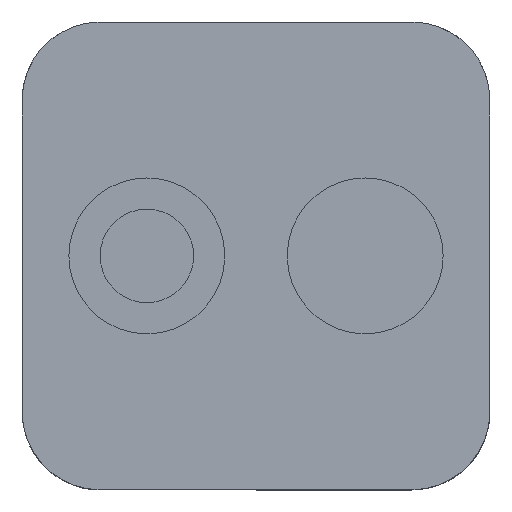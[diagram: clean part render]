
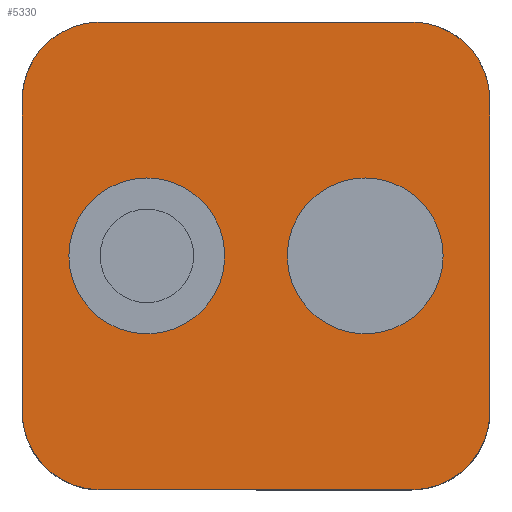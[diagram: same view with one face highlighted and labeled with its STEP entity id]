
A CAD part, top view. The second image highlights one B-rep face of the part: STEP entity #5330.
In plain terms, the highlighted planar face has unit normal (0, 0, 1).
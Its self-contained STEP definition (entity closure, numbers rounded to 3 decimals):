
#315=CIRCLE('',#5804,20.);
#316=CIRCLE('',#5805,20.);
#317=CIRCLE('',#5806,20.);
#318=CIRCLE('',#5807,20.);
#319=CIRCLE('',#5808,20.);
#320=CIRCLE('',#5809,20.);
#435=ORIENTED_EDGE('',*,*,#1927,.T.);
#436=ORIENTED_EDGE('',*,*,#1928,.T.);
#437=ORIENTED_EDGE('',*,*,#1904,.T.);
#438=ORIENTED_EDGE('',*,*,#1929,.T.);
#439=ORIENTED_EDGE('',*,*,#1907,.T.);
#440=ORIENTED_EDGE('',*,*,#1930,.T.);
#441=ORIENTED_EDGE('',*,*,#1919,.T.);
#442=ORIENTED_EDGE('',*,*,#1931,.T.);
#443=ORIENTED_EDGE('',*,*,#1923,.T.);
#444=ORIENTED_EDGE('',*,*,#1932,.T.);
#1904=EDGE_CURVE('',#2651,#2650,#3167,.T.);
#1907=EDGE_CURVE('',#2653,#2654,#3169,.T.);
#1919=EDGE_CURVE('',#2665,#2666,#3177,.T.);
#1923=EDGE_CURVE('',#2669,#2670,#3181,.T.);
#1927=EDGE_CURVE('',#2673,#2673,#315,.T.);
#1928=EDGE_CURVE('',#2674,#2674,#316,.T.);
#1929=EDGE_CURVE('',#2650,#2653,#317,.T.);
#1930=EDGE_CURVE('',#2654,#2665,#318,.T.);
#1931=EDGE_CURVE('',#2666,#2669,#319,.T.);
#1932=EDGE_CURVE('',#2670,#2651,#320,.T.);
#2650=VERTEX_POINT('',#7520);
#2651=VERTEX_POINT('',#7522);
#2653=VERTEX_POINT('',#7528);
#2654=VERTEX_POINT('',#7529);
#2665=VERTEX_POINT('',#7553);
#2666=VERTEX_POINT('',#7554);
#2669=VERTEX_POINT('',#7562);
#2670=VERTEX_POINT('',#7563);
#2673=VERTEX_POINT('',#7571);
#2674=VERTEX_POINT('',#7573);
#3167=LINE('',#7521,#3700);
#3169=LINE('',#7527,#3702);
#3177=LINE('',#7552,#3710);
#3181=LINE('',#7561,#3714);
#3700=VECTOR('',#6195,1000.);
#3702=VECTOR('',#6201,1000.);
#3710=VECTOR('',#6219,1000.);
#3714=VECTOR('',#6225,1000.);
#4237=EDGE_LOOP('',(#435));
#4238=EDGE_LOOP('',(#436));
#4239=EDGE_LOOP('',(#437,#438,#439,#440,#441,#442,#443,#444));
#4672=FACE_BOUND('',#4237,.T.);
#4673=FACE_BOUND('',#4238,.T.);
#4674=FACE_BOUND('',#4239,.T.);
#5105=PLANE('',#5803);
#5330=ADVANCED_FACE('',(#4672,#4673,#4674),#5105,.T.);
#5803=AXIS2_PLACEMENT_3D('',#7569,#6229,#6230);
#5804=AXIS2_PLACEMENT_3D('',#7570,#6231,#6232);
#5805=AXIS2_PLACEMENT_3D('',#7572,#6233,#6234);
#5806=AXIS2_PLACEMENT_3D('',#7574,#6235,#6236);
#5807=AXIS2_PLACEMENT_3D('',#7575,#6237,#6238);
#5808=AXIS2_PLACEMENT_3D('',#7576,#6239,#6240);
#5809=AXIS2_PLACEMENT_3D('',#7577,#6241,#6242);
#6195=DIRECTION('',(1.,0.,0.));
#6201=DIRECTION('',(0.,1.,0.));
#6219=DIRECTION('',(-1.,0.,0.));
#6225=DIRECTION('',(0.,-1.,0.));
#6229=DIRECTION('',(0.,0.,1.));
#6230=DIRECTION('',(1.,0.,0.));
#6231=DIRECTION('',(0.,0.,-1.));
#6232=DIRECTION('',(1.,0.,0.));
#6233=DIRECTION('',(0.,0.,-1.));
#6234=DIRECTION('',(-1.,0.,0.));
#6235=DIRECTION('',(0.,0.,1.));
#6236=DIRECTION('',(1.,0.,0.));
#6237=DIRECTION('',(0.,0.,1.));
#6238=DIRECTION('',(1.,0.,0.));
#6239=DIRECTION('',(0.,0.,1.));
#6240=DIRECTION('',(1.,0.,0.));
#6241=DIRECTION('',(0.,0.,1.));
#6242=DIRECTION('',(1.,0.,0.));
#7520=CARTESIAN_POINT('',(40.,-60.,40.));
#7521=CARTESIAN_POINT('',(-60.,-60.,40.));
#7522=CARTESIAN_POINT('',(-40.,-60.,40.));
#7527=CARTESIAN_POINT('',(60.,-60.,40.));
#7528=CARTESIAN_POINT('',(60.,-40.,40.));
#7529=CARTESIAN_POINT('',(60.,40.,40.));
#7552=CARTESIAN_POINT('',(60.,60.,40.));
#7553=CARTESIAN_POINT('',(40.,60.,40.));
#7554=CARTESIAN_POINT('',(-40.,60.,40.));
#7561=CARTESIAN_POINT('',(-60.,60.,40.));
#7562=CARTESIAN_POINT('',(-60.,40.,40.));
#7563=CARTESIAN_POINT('',(-60.,-40.,40.));
#7569=CARTESIAN_POINT('',(0.,0.,40.));
#7570=CARTESIAN_POINT('',(28.,0.,40.));
#7571=CARTESIAN_POINT('',(48.,0.,40.));
#7572=CARTESIAN_POINT('',(-28.,0.,40.));
#7573=CARTESIAN_POINT('',(-48.,0.,40.));
#7574=CARTESIAN_POINT('',(40.,-40.,40.));
#7575=CARTESIAN_POINT('',(40.,40.,40.));
#7576=CARTESIAN_POINT('',(-40.,40.,40.));
#7577=CARTESIAN_POINT('',(-40.,-40.,40.));
